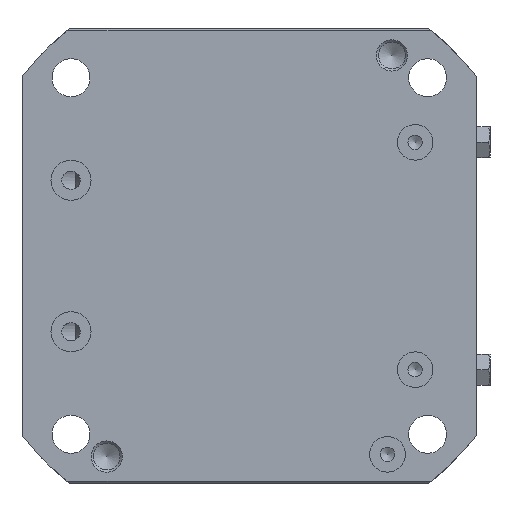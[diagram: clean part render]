
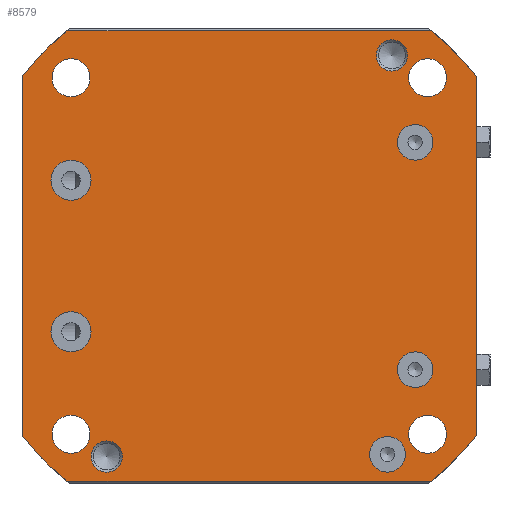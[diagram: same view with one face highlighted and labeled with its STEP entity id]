
A CAD part, front view. The second image highlights one B-rep face of the part: STEP entity #8579.
In plain terms, the highlighted planar face has unit normal (0, -1, 0).
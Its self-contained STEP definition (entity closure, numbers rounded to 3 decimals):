
#367=FACE_BOUND('',#2848,.T.);
#368=FACE_BOUND('',#2849,.T.);
#369=FACE_BOUND('',#2850,.T.);
#370=FACE_BOUND('',#2851,.T.);
#371=FACE_BOUND('',#2852,.T.);
#372=FACE_BOUND('',#2853,.T.);
#373=FACE_BOUND('',#2854,.T.);
#374=FACE_BOUND('',#2855,.T.);
#375=FACE_BOUND('',#2856,.T.);
#376=FACE_BOUND('',#2857,.T.);
#377=FACE_BOUND('',#2858,.T.);
#663=LINE('',#13549,#1466);
#708=LINE('',#13658,#1511);
#710=LINE('',#13664,#1513);
#711=LINE('',#13669,#1514);
#1466=VECTOR('',#10809,80.598);
#1511=VECTOR('',#10880,80.598);
#1513=VECTOR('',#10886,81.847);
#1514=VECTOR('',#10891,81.847);
#2356=FACE_OUTER_BOUND('',#2847,.T.);
#2847=EDGE_LOOP('',(#6462,#6463,#6464,#6465,#6466,#6467,#6468,#6469));
#2848=EDGE_LOOP('',(#6470));
#2849=EDGE_LOOP('',(#6471));
#2850=EDGE_LOOP('',(#6472));
#2851=EDGE_LOOP('',(#6473));
#2852=EDGE_LOOP('',(#6474));
#2853=EDGE_LOOP('',(#6475,#6476));
#2854=EDGE_LOOP('',(#6477,#6478));
#2855=EDGE_LOOP('',(#6479,#6480));
#2856=EDGE_LOOP('',(#6481,#6482));
#2857=EDGE_LOOP('',(#6483,#6484));
#2858=EDGE_LOOP('',(#6485,#6486));
#3261=CIRCLE('',#9196,4.5);
#3263=CIRCLE('',#9200,4.5);
#3265=CIRCLE('',#9204,4.);
#3267=CIRCLE('',#9208,4.);
#3269=CIRCLE('',#9212,4.);
#3358=CIRCLE('',#9408,3.5);
#3359=CIRCLE('',#9409,3.5);
#3364=CIRCLE('',#9417,3.5);
#3365=CIRCLE('',#9418,3.5);
#3368=CIRCLE('',#9424,4.25);
#3369=CIRCLE('',#9425,4.25);
#3372=CIRCLE('',#9429,4.25);
#3373=CIRCLE('',#9430,4.25);
#3376=CIRCLE('',#9434,4.25);
#3377=CIRCLE('',#9435,4.25);
#3380=CIRCLE('',#9439,4.25);
#3381=CIRCLE('',#9440,4.25);
#3396=CIRCLE('',#9459,65.);
#3397=CIRCLE('',#9460,65.);
#3398=CIRCLE('',#9461,65.);
#3399=CIRCLE('',#9462,65.);
#3637=VERTEX_POINT('',#12787);
#3639=VERTEX_POINT('',#12794);
#3641=VERTEX_POINT('',#12801);
#3643=VERTEX_POINT('',#12808);
#3645=VERTEX_POINT('',#12815);
#3829=VERTEX_POINT('',#13466);
#3830=VERTEX_POINT('',#13468);
#3836=VERTEX_POINT('',#13485);
#3837=VERTEX_POINT('',#13487);
#3841=VERTEX_POINT('',#13500);
#3842=VERTEX_POINT('',#13501);
#3845=VERTEX_POINT('',#13510);
#3846=VERTEX_POINT('',#13511);
#3849=VERTEX_POINT('',#13520);
#3850=VERTEX_POINT('',#13521);
#3853=VERTEX_POINT('',#13530);
#3854=VERTEX_POINT('',#13531);
#3860=VERTEX_POINT('',#13546);
#3861=VERTEX_POINT('',#13548);
#3911=VERTEX_POINT('',#13655);
#3912=VERTEX_POINT('',#13657);
#3913=VERTEX_POINT('',#13661);
#3914=VERTEX_POINT('',#13663);
#3915=VERTEX_POINT('',#13666);
#3916=VERTEX_POINT('',#13668);
#4502=EDGE_CURVE('',#3637,#3637,#3261,.T.);
#4505=EDGE_CURVE('',#3639,#3639,#3263,.T.);
#4508=EDGE_CURVE('',#3641,#3641,#3265,.T.);
#4511=EDGE_CURVE('',#3643,#3643,#3267,.T.);
#4514=EDGE_CURVE('',#3645,#3645,#3269,.T.);
#4785=EDGE_CURVE('',#3829,#3830,#3358,.T.);
#4786=EDGE_CURVE('',#3830,#3829,#3359,.T.);
#4794=EDGE_CURVE('',#3836,#3837,#3364,.T.);
#4795=EDGE_CURVE('',#3837,#3836,#3365,.T.);
#4800=EDGE_CURVE('',#3841,#3842,#3368,.T.);
#4801=EDGE_CURVE('',#3842,#3841,#3369,.T.);
#4805=EDGE_CURVE('',#3845,#3846,#3372,.T.);
#4806=EDGE_CURVE('',#3846,#3845,#3373,.T.);
#4810=EDGE_CURVE('',#3849,#3850,#3376,.T.);
#4811=EDGE_CURVE('',#3850,#3849,#3377,.T.);
#4815=EDGE_CURVE('',#3853,#3854,#3380,.T.);
#4816=EDGE_CURVE('',#3854,#3853,#3381,.T.);
#4823=EDGE_CURVE('',#3860,#3861,#663,.T.);
#4880=EDGE_CURVE('',#3912,#3911,#708,.T.);
#4882=EDGE_CURVE('',#3860,#3913,#3396,.T.);
#4883=EDGE_CURVE('',#3913,#3914,#710,.T.);
#4884=EDGE_CURVE('',#3914,#3912,#3397,.T.);
#4885=EDGE_CURVE('',#3911,#3915,#3398,.T.);
#4886=EDGE_CURVE('',#3916,#3915,#711,.T.);
#4887=EDGE_CURVE('',#3916,#3861,#3399,.T.);
#6462=ORIENTED_EDGE('',*,*,#4882,.T.);
#6463=ORIENTED_EDGE('',*,*,#4883,.T.);
#6464=ORIENTED_EDGE('',*,*,#4884,.T.);
#6465=ORIENTED_EDGE('',*,*,#4880,.T.);
#6466=ORIENTED_EDGE('',*,*,#4885,.T.);
#6467=ORIENTED_EDGE('',*,*,#4886,.F.);
#6468=ORIENTED_EDGE('',*,*,#4887,.T.);
#6469=ORIENTED_EDGE('',*,*,#4823,.F.);
#6470=ORIENTED_EDGE('',*,*,#4502,.T.);
#6471=ORIENTED_EDGE('',*,*,#4505,.T.);
#6472=ORIENTED_EDGE('',*,*,#4508,.T.);
#6473=ORIENTED_EDGE('',*,*,#4511,.T.);
#6474=ORIENTED_EDGE('',*,*,#4514,.T.);
#6475=ORIENTED_EDGE('',*,*,#4786,.F.);
#6476=ORIENTED_EDGE('',*,*,#4785,.F.);
#6477=ORIENTED_EDGE('',*,*,#4815,.T.);
#6478=ORIENTED_EDGE('',*,*,#4816,.T.);
#6479=ORIENTED_EDGE('',*,*,#4810,.T.);
#6480=ORIENTED_EDGE('',*,*,#4811,.T.);
#6481=ORIENTED_EDGE('',*,*,#4805,.T.);
#6482=ORIENTED_EDGE('',*,*,#4806,.T.);
#6483=ORIENTED_EDGE('',*,*,#4800,.T.);
#6484=ORIENTED_EDGE('',*,*,#4801,.T.);
#6485=ORIENTED_EDGE('',*,*,#4795,.F.);
#6486=ORIENTED_EDGE('',*,*,#4794,.F.);
#8212=PLANE('',#9458);
#8579=ADVANCED_FACE('',(#2356,#367,#368,#369,#370,#371,#372,#373,#374,#375,
#376,#377),#8212,.F.);
#9196=AXIS2_PLACEMENT_3D('',#12788,#10167,#10168);
#9200=AXIS2_PLACEMENT_3D('',#12795,#10176,#10177);
#9204=AXIS2_PLACEMENT_3D('',#12802,#10185,#10186);
#9208=AXIS2_PLACEMENT_3D('',#12809,#10194,#10195);
#9212=AXIS2_PLACEMENT_3D('',#12816,#10203,#10204);
#9408=AXIS2_PLACEMENT_3D('',#13469,#10723,#10724);
#9409=AXIS2_PLACEMENT_3D('',#13470,#10725,#10726);
#9417=AXIS2_PLACEMENT_3D('',#13488,#10744,#10745);
#9418=AXIS2_PLACEMENT_3D('',#13489,#10746,#10747);
#9424=AXIS2_PLACEMENT_3D('',#13502,#10760,#10761);
#9425=AXIS2_PLACEMENT_3D('',#13503,#10762,#10763);
#9429=AXIS2_PLACEMENT_3D('',#13512,#10771,#10772);
#9430=AXIS2_PLACEMENT_3D('',#13513,#10773,#10774);
#9434=AXIS2_PLACEMENT_3D('',#13522,#10782,#10783);
#9435=AXIS2_PLACEMENT_3D('',#13523,#10784,#10785);
#9439=AXIS2_PLACEMENT_3D('',#13532,#10793,#10794);
#9440=AXIS2_PLACEMENT_3D('',#13533,#10795,#10796);
#9458=AXIS2_PLACEMENT_3D('',#13660,#10882,#10883);
#9459=AXIS2_PLACEMENT_3D('',#13662,#10884,#10885);
#9460=AXIS2_PLACEMENT_3D('',#13665,#10887,#10888);
#9461=AXIS2_PLACEMENT_3D('',#13667,#10889,#10890);
#9462=AXIS2_PLACEMENT_3D('',#13670,#10892,#10893);
#10167=DIRECTION('center_axis',(0.,1.,0.));
#10168=DIRECTION('ref_axis',(-1.,0.,0.));
#10176=DIRECTION('center_axis',(0.,1.,0.));
#10177=DIRECTION('ref_axis',(-1.,0.,0.));
#10185=DIRECTION('center_axis',(0.,1.,0.));
#10186=DIRECTION('ref_axis',(-1.,0.,0.));
#10194=DIRECTION('center_axis',(0.,1.,0.));
#10195=DIRECTION('ref_axis',(-1.,0.,0.));
#10203=DIRECTION('center_axis',(0.,1.,0.));
#10204=DIRECTION('ref_axis',(-1.,0.,0.));
#10723=DIRECTION('center_axis',(0.,-1.,0.));
#10724=DIRECTION('ref_axis',(0.,0.,-1.));
#10725=DIRECTION('center_axis',(0.,-1.,0.));
#10726=DIRECTION('ref_axis',(0.,0.,-1.));
#10744=DIRECTION('center_axis',(0.,-1.,0.));
#10745=DIRECTION('ref_axis',(0.,0.,-1.));
#10746=DIRECTION('center_axis',(0.,-1.,0.));
#10747=DIRECTION('ref_axis',(0.,0.,-1.));
#10760=DIRECTION('center_axis',(0.,1.,0.));
#10761=DIRECTION('ref_axis',(0.,0.,1.));
#10762=DIRECTION('center_axis',(0.,1.,0.));
#10763=DIRECTION('ref_axis',(0.,0.,1.));
#10771=DIRECTION('center_axis',(0.,1.,0.));
#10772=DIRECTION('ref_axis',(0.,0.,1.));
#10773=DIRECTION('center_axis',(0.,1.,0.));
#10774=DIRECTION('ref_axis',(0.,0.,1.));
#10782=DIRECTION('center_axis',(0.,1.,0.));
#10783=DIRECTION('ref_axis',(0.,0.,1.));
#10784=DIRECTION('center_axis',(0.,1.,0.));
#10785=DIRECTION('ref_axis',(0.,0.,1.));
#10793=DIRECTION('center_axis',(0.,1.,0.));
#10794=DIRECTION('ref_axis',(0.,0.,1.));
#10795=DIRECTION('center_axis',(0.,1.,0.));
#10796=DIRECTION('ref_axis',(0.,0.,1.));
#10809=DIRECTION('',(0.,0.,-1.));
#10880=DIRECTION('',(0.,0.,-1.));
#10882=DIRECTION('center_axis',(0.,1.,0.));
#10883=DIRECTION('ref_axis',(0.,0.,1.));
#10884=DIRECTION('center_axis',(0.,-1.,0.));
#10885=DIRECTION('ref_axis',(0.,0.,-1.));
#10886=DIRECTION('',(-1.,0.,0.));
#10887=DIRECTION('center_axis',(0.,-1.,0.));
#10888=DIRECTION('ref_axis',(0.,0.,-1.));
#10889=DIRECTION('center_axis',(0.,-1.,0.));
#10890=DIRECTION('ref_axis',(0.,0.,-1.));
#10891=DIRECTION('',(-1.,0.,0.));
#10892=DIRECTION('center_axis',(0.,-1.,0.));
#10893=DIRECTION('ref_axis',(0.,0.,-1.));
#12787=CARTESIAN_POINT('',(-35.5,0.,-17.));
#12788=CARTESIAN_POINT('Origin',(-40.,0.,-17.));
#12794=CARTESIAN_POINT('',(-35.5,0.,17.));
#12795=CARTESIAN_POINT('Origin',(-40.,0.,17.));
#12801=CARTESIAN_POINT('',(41.2,0.,25.5));
#12802=CARTESIAN_POINT('Origin',(37.2,0.,25.5));
#12808=CARTESIAN_POINT('',(41.2,0.,-25.5));
#12809=CARTESIAN_POINT('Origin',(37.2,0.,-25.5));
#12815=CARTESIAN_POINT('',(35.,0.,-44.5));
#12816=CARTESIAN_POINT('Origin',(31.,0.,-44.5));
#13466=CARTESIAN_POINT('',(32.,0.,48.5));
#13468=CARTESIAN_POINT('',(32.,0.,41.5));
#13469=CARTESIAN_POINT('Origin',(32.,0.,45.));
#13470=CARTESIAN_POINT('Origin',(32.,0.,45.));
#13485=CARTESIAN_POINT('',(-32.,0.,-41.5));
#13487=CARTESIAN_POINT('',(-32.,0.,-48.5));
#13488=CARTESIAN_POINT('Origin',(-32.,0.,-45.));
#13489=CARTESIAN_POINT('Origin',(-32.,0.,-45.));
#13500=CARTESIAN_POINT('',(-40.,0.,44.25));
#13501=CARTESIAN_POINT('',(-40.,0.,35.75));
#13502=CARTESIAN_POINT('Origin',(-40.,0.,40.));
#13503=CARTESIAN_POINT('Origin',(-40.,0.,40.));
#13510=CARTESIAN_POINT('',(40.,0.,44.25));
#13511=CARTESIAN_POINT('',(40.,0.,35.75));
#13512=CARTESIAN_POINT('Origin',(40.,0.,40.));
#13513=CARTESIAN_POINT('Origin',(40.,0.,40.));
#13520=CARTESIAN_POINT('',(40.,0.,-35.75));
#13521=CARTESIAN_POINT('',(40.,0.,-44.25));
#13522=CARTESIAN_POINT('Origin',(40.,0.,-40.));
#13523=CARTESIAN_POINT('Origin',(40.,0.,-40.));
#13530=CARTESIAN_POINT('',(-40.,0.,-35.75));
#13531=CARTESIAN_POINT('',(-40.,0.,-44.25));
#13532=CARTESIAN_POINT('Origin',(-40.,0.,-40.));
#13533=CARTESIAN_POINT('Origin',(-40.,0.,-40.));
#13546=CARTESIAN_POINT('',(51.,0.,40.299));
#13548=CARTESIAN_POINT('',(51.,0.,-40.299));
#13549=CARTESIAN_POINT('',(51.,0.,40.299));
#13655=CARTESIAN_POINT('',(-51.,0.,-40.299));
#13657=CARTESIAN_POINT('',(-51.,0.,40.299));
#13658=CARTESIAN_POINT('',(-51.,0.,40.299));
#13660=CARTESIAN_POINT('Origin',(51.,0.,50.5));
#13661=CARTESIAN_POINT('',(40.924,0.,50.5));
#13662=CARTESIAN_POINT('Origin',(0.,0.,0.));
#13663=CARTESIAN_POINT('',(-40.924,0.,50.5));
#13664=CARTESIAN_POINT('',(40.924,0.,50.5));
#13665=CARTESIAN_POINT('Origin',(0.,0.,0.));
#13666=CARTESIAN_POINT('',(-40.924,0.,-50.5));
#13667=CARTESIAN_POINT('Origin',(0.,0.,0.));
#13668=CARTESIAN_POINT('',(40.924,0.,-50.5));
#13669=CARTESIAN_POINT('',(40.924,0.,-50.5));
#13670=CARTESIAN_POINT('Origin',(0.,0.,0.));
